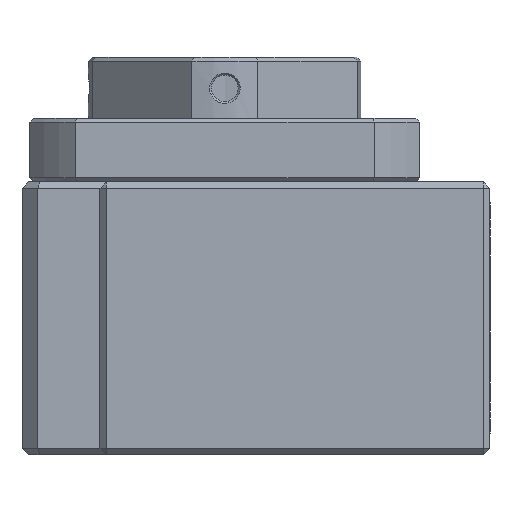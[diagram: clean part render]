
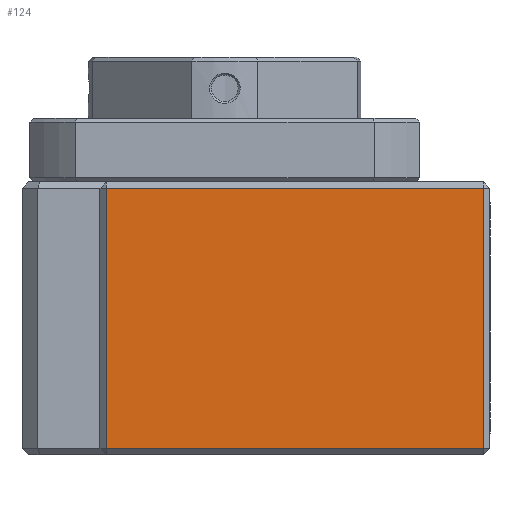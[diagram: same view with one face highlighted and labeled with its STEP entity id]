
A CAD part, left-side view. The second image highlights one B-rep face of the part: STEP entity #124.
In plain terms, the highlighted planar face has unit normal (-1, 0, 0).
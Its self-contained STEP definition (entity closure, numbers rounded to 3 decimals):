
#124 = ADVANCED_FACE ( 'NONE', ( #2136 ), #2493, .F. ) ;
#236 = EDGE_CURVE ( 'NONE', #7264, #7315, #2252, .T. ) ;
#259 = EDGE_CURVE ( 'NONE', #7279, #7315, #3867, .T. ) ;
#506 = EDGE_LOOP ( 'NONE', ( #928, #929, #930, #931 ) ) ;
#928 = ORIENTED_EDGE ( 'NONE', *, *, #236, .F. ) ;
#929 = ORIENTED_EDGE ( 'NONE', *, *, #8036, .F. ) ;
#930 = ORIENTED_EDGE ( 'NONE', *, *, #8071, .F. ) ;
#931 = ORIENTED_EDGE ( 'NONE', *, *, #259, .T. ) ;
#1226 = AXIS2_PLACEMENT_3D ( 'NONE', #2496, #2506, #2507 ) ;
#2136 = FACE_OUTER_BOUND ( 'NONE', #506, .T. ) ;
#2245 = VECTOR ( 'NONE', #3402, 1000. ) ;
#2252 = LINE ( 'NONE', #3401, #2245 ) ;
#2493 = PLANE ( 'NONE',  #1226 ) ;
#2496 = CARTESIAN_POINT ( 'NONE',  ( -44., 50., 17.5 ) ) ;
#2506 = DIRECTION ( 'NONE',  ( 1., 0., 0. ) ) ;
#2507 = DIRECTION ( 'NONE',  ( 0., 1., 0. ) ) ;
#3401 = CARTESIAN_POINT ( 'NONE',  ( -44., 0.8, 17.5 ) ) ;
#3402 = DIRECTION ( 'NONE',  ( 0., 0., -1. ) ) ;
#3716 = CARTESIAN_POINT ( 'NONE',  ( -44., 50., -16.7 ) ) ;
#3717 = DIRECTION ( 'NONE',  ( 0., -1., 0. ) ) ;
#3867 = LINE ( 'NONE', #3716, #3868 ) ;
#3868 = VECTOR ( 'NONE', #3717, 1000. ) ;
#4318 = LINE ( 'NONE', #5543, #4323 ) ;
#4323 = VECTOR ( 'NONE', #5544, 1000. ) ;
#5370 = CARTESIAN_POINT ( 'NONE',  ( -44., 49.2, 16.7 ) ) ;
#5379 = CARTESIAN_POINT ( 'NONE',  ( -44., 0.8, 16.7 ) ) ;
#5394 = CARTESIAN_POINT ( 'NONE',  ( -44., 49.2, -16.7 ) ) ;
#5430 = CARTESIAN_POINT ( 'NONE',  ( -44., 0.8, -16.7 ) ) ;
#5543 = CARTESIAN_POINT ( 'NONE',  ( -44., 50., 16.7 ) ) ;
#5544 = DIRECTION ( 'NONE',  ( 0., -1., 0. ) ) ;
#5921 = CARTESIAN_POINT ( 'NONE',  ( -44., 49.2, 17.5 ) ) ;
#5922 = DIRECTION ( 'NONE',  ( 0., 0., 1. ) ) ;
#6819 = LINE ( 'NONE', #5921, #6823 ) ;
#6823 = VECTOR ( 'NONE', #5922, 1000. ) ;
#7262 = VERTEX_POINT ( 'NONE', #5370 ) ;
#7264 = VERTEX_POINT ( 'NONE', #5379 ) ;
#7279 = VERTEX_POINT ( 'NONE', #5394 ) ;
#7315 = VERTEX_POINT ( 'NONE', #5430 ) ;
#8036 = EDGE_CURVE ( 'NONE', #7262, #7264, #4318, .T. ) ;
#8071 = EDGE_CURVE ( 'NONE', #7279, #7262, #6819, .T. ) ;
